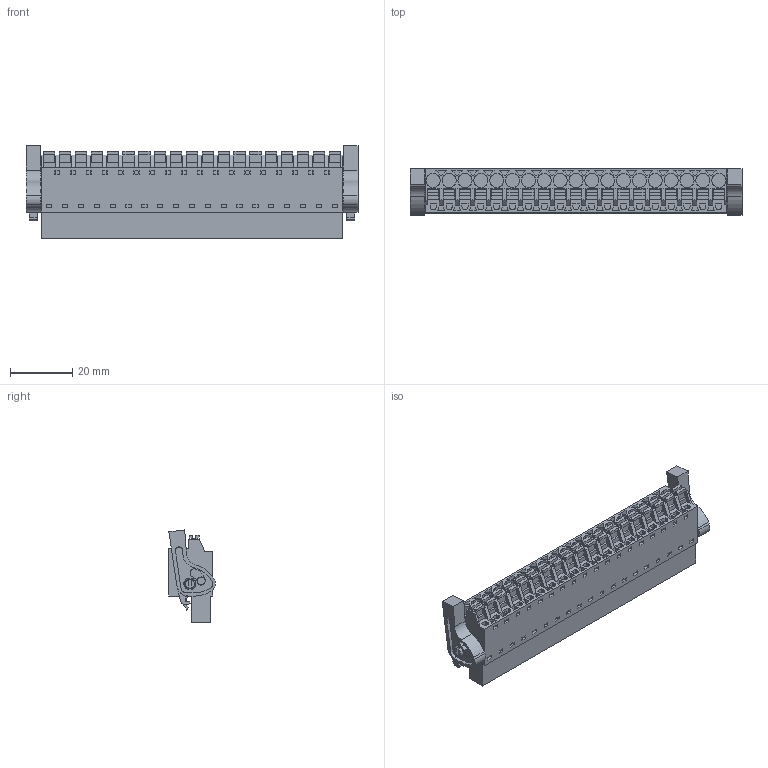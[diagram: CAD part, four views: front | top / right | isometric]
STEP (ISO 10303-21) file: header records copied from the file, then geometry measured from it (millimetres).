
FILE_DESCRIPTION(('CATIA V5 STEP Exchange','CAx-IF Rec.Pracs.--- Model Styling and Organization---1.2---2011-12-15'),'2;1');
FILE_NAME ('D1446637_0_1014560000_1014560000.stp','2017-04-29T06:02:22+00:00',('none'),('Weidmueller'),'CATIA Version 5-6 Release 2014','CATIA V5 STEP AP214','none');
FILE_SCHEMA(('AUTOMOTIVE_DESIGN { 1 0 10303 214 1 1 1 1 }'));
Length unit declared in the file: millimetre
Products named in the file (1): 1014560000
Bounding box: 106.34 x 14.96 x 29.52 mm (x, y, z)
Volume: 24040.2 mm3; surface area: 16774.6 mm2
Topology: 22 solids, 22 shells, 1455 faces, 4178 edges, 2910 vertices
Faces by surface type: plane 1248, cylinder 198, cone 8, extrusion 1
Entity records: 46705 total; most frequent: CARTESIAN_POINT 8909, ORIENTED_EDGE 8356, DIRECTION 5900, EDGE_CURVE 4178, VECTOR 3745, LINE 3744, VERTEX_POINT 2910, EDGE_LOOP 1678
